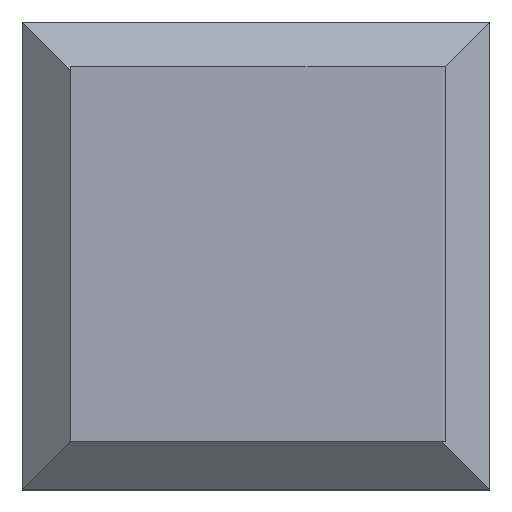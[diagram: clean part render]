
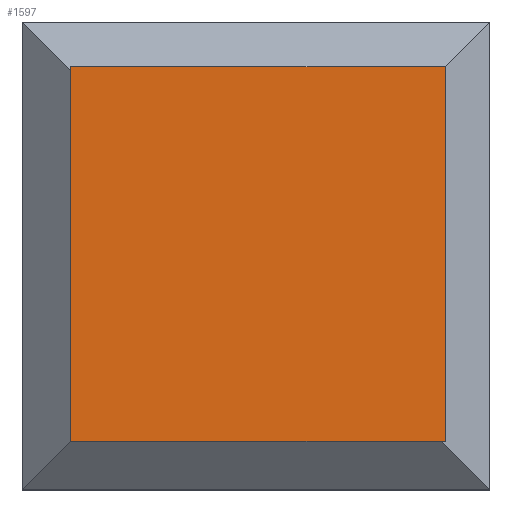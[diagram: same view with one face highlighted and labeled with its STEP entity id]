
A CAD part, top view. The second image highlights one B-rep face of the part: STEP entity #1597.
In plain terms, the highlighted planar face has unit normal (0, 0, 1).
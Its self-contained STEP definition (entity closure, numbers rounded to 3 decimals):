
#1506 = VERTEX_POINT('',#1507);
#1507 = CARTESIAN_POINT('',(59.9,-59.9,-15.));
#1513 = EDGE_CURVE('',#1506,#1514,#1516,.T.);
#1514 = VERTEX_POINT('',#1515);
#1515 = CARTESIAN_POINT('',(59.9,-88.7,-15.));
#1516 = LINE('',#1517,#1518);
#1517 = CARTESIAN_POINT('',(59.9,-59.9,-15.));
#1518 = VECTOR('',#1519,1.);
#1519 = DIRECTION('',(0.,-1.,0.));
#1537 = VERTEX_POINT('',#1538);
#1538 = CARTESIAN_POINT('',(88.7,-59.9,-15.));
#1544 = EDGE_CURVE('',#1506,#1537,#1545,.T.);
#1545 = LINE('',#1546,#1547);
#1546 = CARTESIAN_POINT('',(59.9,-59.9,-15.));
#1547 = VECTOR('',#1548,1.);
#1548 = DIRECTION('',(1.,0.,0.));
#1561 = VERTEX_POINT('',#1562);
#1562 = CARTESIAN_POINT('',(88.7,-88.7,-15.));
#1568 = EDGE_CURVE('',#1514,#1561,#1569,.T.);
#1569 = LINE('',#1570,#1571);
#1570 = CARTESIAN_POINT('',(59.9,-88.7,-15.));
#1571 = VECTOR('',#1572,1.);
#1572 = DIRECTION('',(1.,0.,0.));
#1585 = EDGE_CURVE('',#1537,#1561,#1586,.T.);
#1586 = LINE('',#1587,#1588);
#1587 = CARTESIAN_POINT('',(88.7,-59.9,-15.));
#1588 = VECTOR('',#1589,1.);
#1589 = DIRECTION('',(0.,-1.,0.));
#1597 = ADVANCED_FACE('',(#1598),#1604,.F.);
#1598 = FACE_BOUND('',#1599,.F.);
#1599 = EDGE_LOOP('',(#1600,#1601,#1602,#1603));
#1600 = ORIENTED_EDGE('',*,*,#1513,.F.);
#1601 = ORIENTED_EDGE('',*,*,#1544,.T.);
#1602 = ORIENTED_EDGE('',*,*,#1585,.T.);
#1603 = ORIENTED_EDGE('',*,*,#1568,.F.);
#1604 = PLANE('',#1605);
#1605 = AXIS2_PLACEMENT_3D('',#1606,#1607,#1608);
#1606 = CARTESIAN_POINT('',(59.9,-59.9,-15.));
#1607 = DIRECTION('',(0.,0.,-1.));
#1608 = DIRECTION('',(1.,0.,0.));
